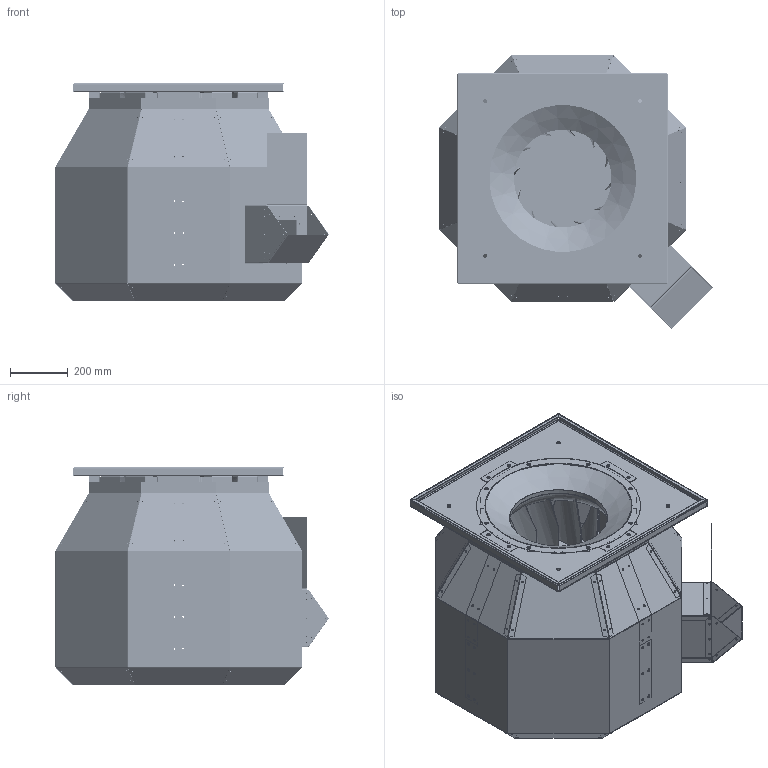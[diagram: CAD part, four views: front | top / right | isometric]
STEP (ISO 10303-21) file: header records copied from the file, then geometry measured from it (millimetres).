
FILE_DESCRIPTION(('STEP AP203'), '1');
FILE_NAME('薹陔 5鼯', '', ('UNSPECIFIED'), ('UNSPECIFIED'), 'ASCON STEP Converter 1.3', 'ASCON Math Kernel', '');
FILE_SCHEMA(('CONFIG_CONTROL_DESIGN'));
Length unit declared in the file: millimetre
Bounding box: 944.39 x 944.07 x 750.88 mm (x, y, z)
Volume: 10919405.6 mm3; surface area: 14180120.7 mm2
Topology: 44 solids, 44 shells, 3801 faces, 9181 edges, 5454 vertices
Faces by surface type: plane 2158, cylinder 1367, bspline 272, cone 2, torus 2
Full cylindrical faces by diameter (mm): 5 x368, 6.5 x6, 8.5 x60, 9.3 x152, 11.3 x108, 13.3 x16, 80 x1, 131 x1, 181 x1, 337.6 x1, 340 x1, 350 x1, 354 x1, 500 x2, 508 x1, 568 x1
Entity records: 143071 total; most frequent: CARTESIAN_POINT 24203, DIRECTION 17746, ORIENTED_EDGE 16904, EDGE_CURVE 8452, AXIS2_PLACEMENT_3D 6314, EDGE_LOOP 6028, VERTEX_POINT 5452, LINE 5118
